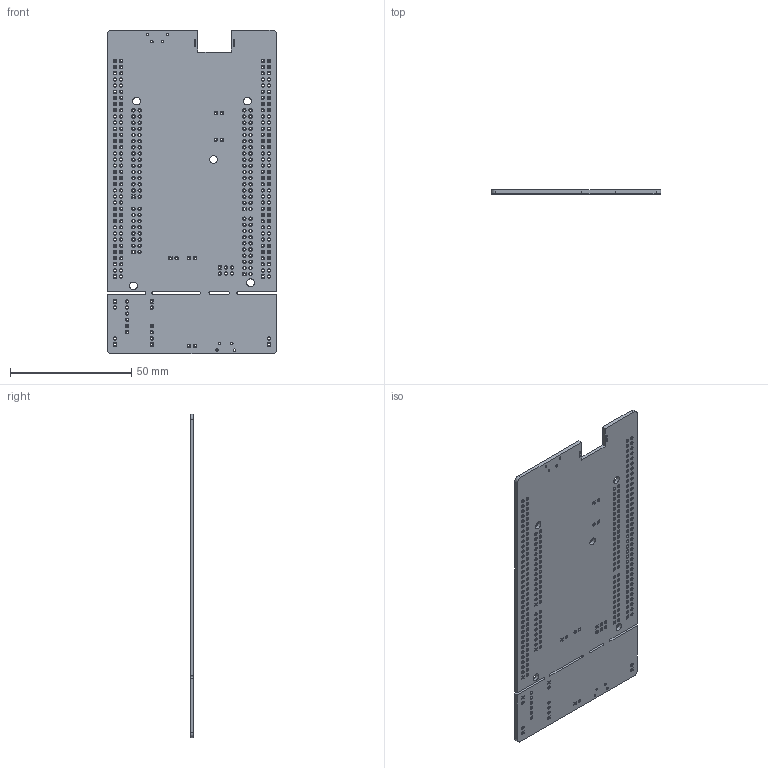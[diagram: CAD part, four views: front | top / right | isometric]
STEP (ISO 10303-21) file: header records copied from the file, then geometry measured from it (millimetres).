
FILE_DESCRIPTION(/* description */ (''),/* implementation_level */ '2;1');
FILE_NAME(/* name */ 'NUCLEO-F429ZI board_ipt_20005b28.STEP',/* time_stamp */ '2021-11-25T10:12:14-03:00',/* author */ ('Gabriel'),/* organization */ (''),/* preprocessor_version */ 'ST-DEVELOPER v18.1',/* originating_system */ 'Autodesk Inventor 2020',/* authorisation */ '');
FILE_SCHEMA (('AUTOMOTIVE_DESIGN { 1 0 10303 214 3 1 1 }'));
Length unit declared in the file: millimetre
Products named in the file (1): NUCLEO-F429ZI board
Bounding box: 70 x 1.58 x 133.34 mm (x, y, z)
Volume: 14029.6 mm3; surface area: 24070.5 mm2
Topology: 279 solids, 279 shells, 1561 faces, 4623 edges, 3620 vertices
Faces by surface type: cylinder 829, plane 732
Full cylindrical faces by diameter (mm): 1 x282, 1.4 x520, 3.2 x5
Entity records: 58554 total; most frequent: DIRECTION 11019, CARTESIAN_POINT 9805, ORIENTED_EDGE 9246, AXIS2_PLACEMENT_3D 4834, EDGE_CURVE 4623, VERTEX_POINT 3620, CIRCLE 3272, EDGE_LOOP 2707
